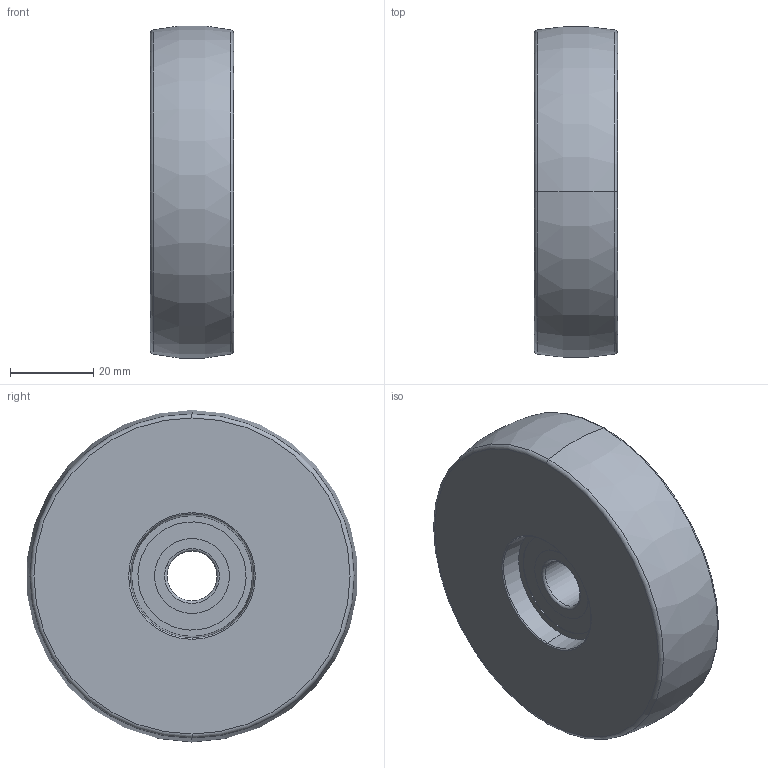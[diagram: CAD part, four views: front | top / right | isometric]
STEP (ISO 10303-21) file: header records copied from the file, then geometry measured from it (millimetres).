
FILE_DESCRIPTION (( 'STEP AP214' ), '1' );
FILE_NAME ('0025222.step', '2020-04-08T08:03:28', ( '' ), ( '' ), 'SwSTEP 2.0', 'SolidWorks 2018', '' );
FILE_SCHEMA (( 'AUTOMOTIVE_DESIGN' ));
Length unit declared in the file: millimetre
Products named in the file (1): 0025222
Bounding box: 20 x 79.33 x 79.76 mm (x, y, z)
Volume: 89490.5 mm3; surface area: 19870.6 mm2
Topology: 4 solids, 4 shells, 64 faces, 128 edges, 76 vertices
Faces by surface type: torus 26, cylinder 22, plane 12, cone 4
Entity records: 2471 total; most frequent: DIRECTION 360, CARTESIAN_POINT 269, ORIENTED_EDGE 256, AXIS2_PLACEMENT_3D 167, EDGE_CURVE 128, CIRCLE 102, EDGE_LOOP 76, VERTEX_POINT 76
